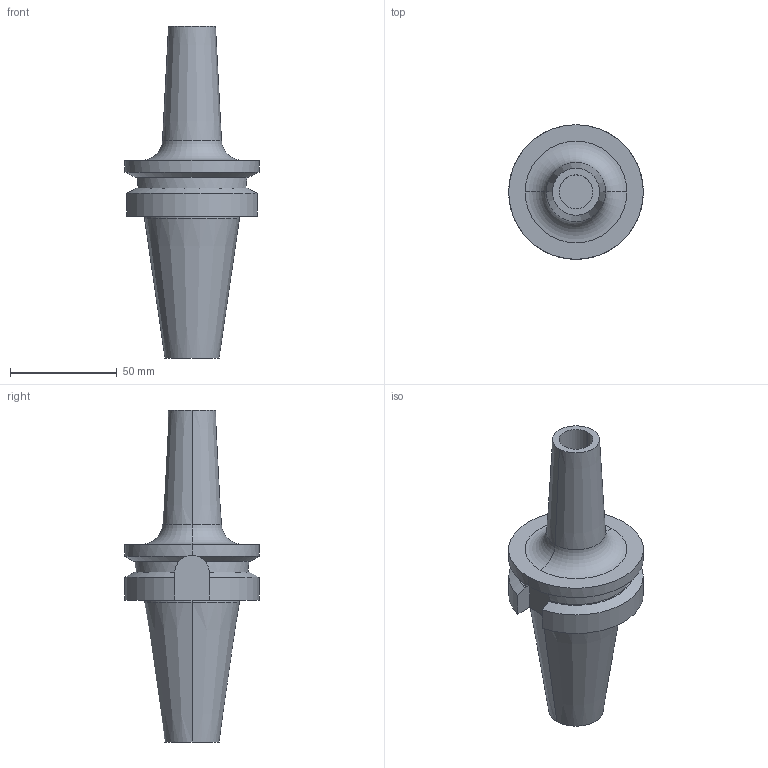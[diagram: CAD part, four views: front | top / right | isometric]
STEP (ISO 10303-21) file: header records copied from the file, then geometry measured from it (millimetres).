
FILE_DESCRIPTION (( 'STEP AP203' ), '1' );
FILE_NAME ('STP-SATE-26.651T.61.354.STEP', '2019-07-08T03:36:06', ( '' ), ( '' ), 'SwSTEP 2.0', 'SolidWorks 2017', '' );
FILE_SCHEMA (( 'CONFIG_CONTROL_DESIGN' ));
Length unit declared in the file: millimetre
Products named in the file (1): STP-SATE-26.651T.61.354
Bounding box: 63 x 63 x 155.4 mm (x, y, z)
Volume: 150845.7 mm3; surface area: 28074.4 mm2
Topology: 1 solids, 1 shells, 51 faces, 122 edges, 78 vertices
Faces by surface type: cylinder 21, plane 18, cone 10, torus 2
Entity records: 1620 total; most frequent: CARTESIAN_POINT 354, DIRECTION 257, ORIENTED_EDGE 240, EDGE_CURVE 120, AXIS2_PLACEMENT_3D 105, VERTEX_POINT 78, EDGE_LOOP 58, CIRCLE 53
